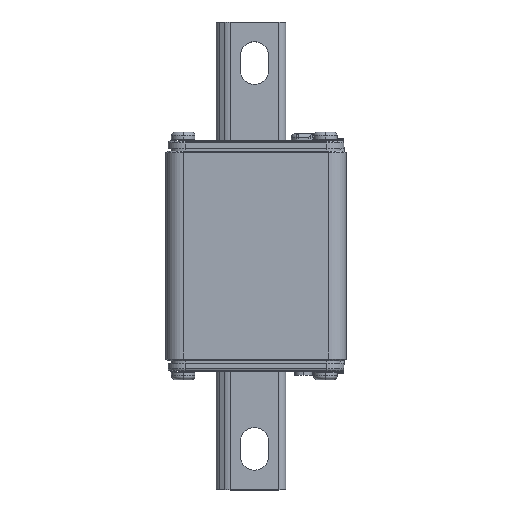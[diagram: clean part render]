
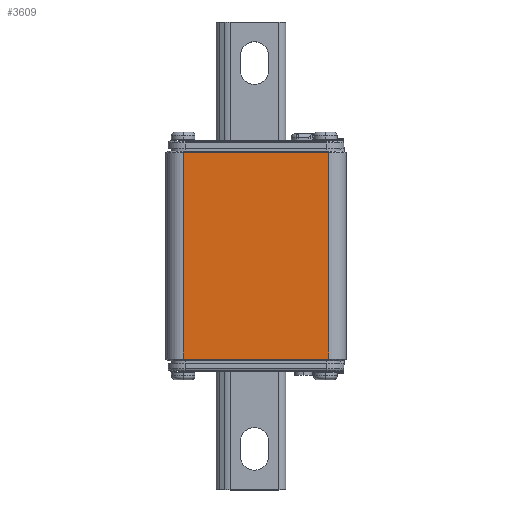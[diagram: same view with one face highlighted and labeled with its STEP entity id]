
A CAD part, top view. The second image highlights one B-rep face of the part: STEP entity #3609.
In plain terms, the highlighted planar face has unit normal (0, 0, 1).
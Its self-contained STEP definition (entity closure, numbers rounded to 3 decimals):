
#277 = EDGE_CURVE ( 'NONE', #24455, #6920, #3012, .T. ) ;
#649 = CARTESIAN_POINT ( 'NONE',  ( 21., 30.25, 19.5 ) ) ;
#1762 = CARTESIAN_POINT ( 'NONE',  ( -21., 29.75, 19.5 ) ) ;
#2159 = EDGE_CURVE ( 'NONE', #25155, #24455, #26907, .T. ) ;
#2311 = DIRECTION ( 'NONE',  ( -1., 0., 0. ) ) ;
#2362 = CARTESIAN_POINT ( 'NONE',  ( -21., 30.25, 19.5 ) ) ;
#2392 = FACE_OUTER_BOUND ( 'NONE', #21537, .T. ) ;
#2580 = PLANE ( 'NONE',  #8378 ) ;
#2883 = DIRECTION ( 'NONE',  ( 0., 1., 0. ) ) ;
#3012 = LINE ( 'NONE', #1762, #7670 ) ;
#3055 = ORIENTED_EDGE ( 'NONE', *, *, #2159, .T. ) ;
#3479 = EDGE_CURVE ( 'NONE', #11479, #25155, #6722, .T. ) ;
#3609 = ADVANCED_FACE ( 'NONE', ( #2392 ), #2580, .F. ) ;
#4887 = DIRECTION ( 'NONE',  ( -1., 0., 0. ) ) ;
#5017 = CARTESIAN_POINT ( 'NONE',  ( -21., 29.75, 19.5 ) ) ;
#5273 = VECTOR ( 'NONE', #10810, 1000. ) ;
#6722 = LINE ( 'NONE', #19776, #5273 ) ;
#6920 = VERTEX_POINT ( 'NONE', #5017 ) ;
#7110 = CARTESIAN_POINT ( 'NONE',  ( 21., -29.75, 19.5 ) ) ;
#7670 = VECTOR ( 'NONE', #2311, 1000. ) ;
#8378 = AXIS2_PLACEMENT_3D ( 'NONE', #27297, #18402, #4887 ) ;
#9371 = EDGE_CURVE ( 'NONE', #6920, #11479, #15236, .T. ) ;
#9944 = CARTESIAN_POINT ( 'NONE',  ( -21., -29.75, 19.5 ) ) ;
#10810 = DIRECTION ( 'NONE',  ( 1., 0., 0. ) ) ;
#11479 = VERTEX_POINT ( 'NONE', #9944 ) ;
#12722 = CARTESIAN_POINT ( 'NONE',  ( 21., 29.75, 19.5 ) ) ;
#13930 = ORIENTED_EDGE ( 'NONE', *, *, #277, .T. ) ;
#15236 = LINE ( 'NONE', #2362, #20524 ) ;
#17300 = ORIENTED_EDGE ( 'NONE', *, *, #9371, .T. ) ;
#18402 = DIRECTION ( 'NONE',  ( 0., 0., -1. ) ) ;
#19776 = CARTESIAN_POINT ( 'NONE',  ( -26., -29.75, 19.5 ) ) ;
#20524 = VECTOR ( 'NONE', #22730, 1000. ) ;
#21537 = EDGE_LOOP ( 'NONE', ( #17300, #25413, #3055, #13930 ) ) ;
#21670 = VECTOR ( 'NONE', #2883, 1000. ) ;
#22730 = DIRECTION ( 'NONE',  ( 0., -1., 0. ) ) ;
#24455 = VERTEX_POINT ( 'NONE', #12722 ) ;
#25155 = VERTEX_POINT ( 'NONE', #7110 ) ;
#25413 = ORIENTED_EDGE ( 'NONE', *, *, #3479, .T. ) ;
#26907 = LINE ( 'NONE', #649, #21670 ) ;
#27297 = CARTESIAN_POINT ( 'NONE',  ( -26., 30.25, 19.5 ) ) ;
